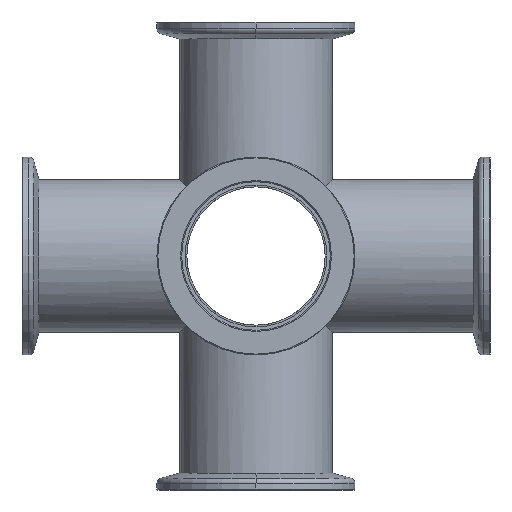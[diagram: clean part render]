
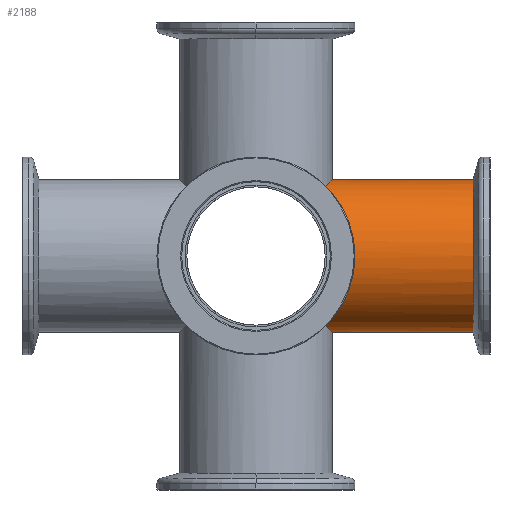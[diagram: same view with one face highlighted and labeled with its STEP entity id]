
A CAD part, front view. The second image highlights one B-rep face of the part: STEP entity #2188.
In plain terms, the highlighted cylindrical face has radius 21.2 mm (diameter 42.4 mm), a partial arc.
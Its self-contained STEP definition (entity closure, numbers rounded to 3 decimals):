
#32 = CARTESIAN_POINT ( 'NONE',  ( 21.2, -5.698, 21.2 ) ) ;
#133 = CARTESIAN_POINT ( 'NONE',  ( 21.2, 0., 21.2 ) ) ;
#167 = DIRECTION ( 'NONE',  ( 0., 0., -1. ) ) ;
#289 = CIRCLE ( 'NONE', #793, 21.2 ) ;
#330 = CARTESIAN_POINT ( 'NONE',  ( 19.02, -10.962, -19.02 ) ) ;
#337 = VECTOR ( 'NONE', #1887, 1000. ) ;
#380 = CARTESIAN_POINT ( 'NONE',  ( 61.5, 0., 0. ) ) ;
#465 = ORIENTED_EDGE ( 'NONE', *, *, #1790, .T. ) ;
#471 =( BOUNDED_CURVE ( )  B_SPLINE_CURVE ( 3, ( #1506, #1803, #32, #2808 ),
 .UNSPECIFIED., .F., .T. ) 
 B_SPLINE_CURVE_WITH_KNOTS ( ( 4, 4 ),
 ( 2.356, 3.142 ),
 .UNSPECIFIED. ) 
 CURVE ( )  GEOMETRIC_REPRESENTATION_ITEM ( )  RATIONAL_B_SPLINE_CURVE ( ( 1., 0.949, 0.949, 1. ) ) 
 REPRESENTATION_ITEM ( '' )  );
#575 = CARTESIAN_POINT ( 'NONE',  ( 61.5, 0., 21.2 ) ) ;
#627 = VERTEX_POINT ( 'NONE', #133 ) ;
#628 = ORIENTED_EDGE ( 'NONE', *, *, #2359, .F. ) ;
#728 = DIRECTION ( 'NONE',  ( -1., 0., 0. ) ) ;
#729 = CARTESIAN_POINT ( 'NONE',  ( 21.2, -5.698, -21.2 ) ) ;
#755 = EDGE_CURVE ( 'NONE', #2313, #627, #471, .T. ) ;
#771 = ORIENTED_EDGE ( 'NONE', *, *, #1919, .T. ) ;
#781 = CARTESIAN_POINT ( 'NONE',  ( 61.5, 0., 21.2 ) ) ;
#793 = AXIS2_PLACEMENT_3D ( 'NONE', #830, #2351, #167 ) ;
#830 = CARTESIAN_POINT ( 'NONE',  ( 61.5, 0., 0. ) ) ;
#985 = VERTEX_POINT ( 'NONE', #781 ) ;
#995 = LINE ( 'NONE', #575, #337 ) ;
#1029 = FACE_OUTER_BOUND ( 'NONE', #2501, .T. ) ;
#1049 = VERTEX_POINT ( 'NONE', #2589 ) ;
#1052 = CARTESIAN_POINT ( 'NONE',  ( 14.991, -14.991, 14.991 ) ) ;
#1063 = CARTESIAN_POINT ( 'NONE',  ( 14.991, -14.991, -14.991 ) ) ;
#1339 = EDGE_CURVE ( 'NONE', #985, #2299, #289, .T. ) ;
#1341 = EDGE_CURVE ( 'NONE', #2313, #1049, #1345, .T. ) ;
#1345 =( BOUNDED_CURVE ( )  B_SPLINE_CURVE ( 3, ( #1052, #1706, #2780, #1063 ),
 .UNSPECIFIED., .F., .T. ) 
 B_SPLINE_CURVE_WITH_KNOTS ( ( 4, 4 ),
 ( 5.498, 7.069 ),
 .UNSPECIFIED. ) 
 CURVE ( )  GEOMETRIC_REPRESENTATION_ITEM ( )  RATIONAL_B_SPLINE_CURVE ( ( 1., 0.805, 0.805, 1. ) ) 
 REPRESENTATION_ITEM ( '' )  );
#1404 = ORIENTED_EDGE ( 'NONE', *, *, #1341, .T. ) ;
#1506 = CARTESIAN_POINT ( 'NONE',  ( 14.991, -14.991, 14.991 ) ) ;
#1523 = CARTESIAN_POINT ( 'NONE',  ( 61.5, 0., -21.2 ) ) ;
#1552 = VERTEX_POINT ( 'NONE', #1825 ) ;
#1686 = ORIENTED_EDGE ( 'NONE', *, *, #755, .F. ) ;
#1706 = CARTESIAN_POINT ( 'NONE',  ( 23.772, -23.772, 6.209 ) ) ;
#1790 = EDGE_CURVE ( 'NONE', #1049, #1552, #2173, .T. ) ;
#1803 = CARTESIAN_POINT ( 'NONE',  ( 19.02, -10.962, 19.02 ) ) ;
#1825 = CARTESIAN_POINT ( 'NONE',  ( 21.2, 0., -21.2 ) ) ;
#1826 = CARTESIAN_POINT ( 'NONE',  ( 14.991, -14.991, 14.991 ) ) ;
#1861 = VECTOR ( 'NONE', #728, 1000. ) ;
#1872 = LINE ( 'NONE', #2736, #1861 ) ;
#1879 = ORIENTED_EDGE ( 'NONE', *, *, #1339, .F. ) ;
#1887 = DIRECTION ( 'NONE',  ( -1., 0., 0. ) ) ;
#1918 = CYLINDRICAL_SURFACE ( 'NONE', #2000, 21.2 ) ;
#1919 = EDGE_CURVE ( 'NONE', #985, #627, #995, .T. ) ;
#1930 = DIRECTION ( 'NONE',  ( -1., 0., 0. ) ) ;
#2000 = AXIS2_PLACEMENT_3D ( 'NONE', #380, #1930, #2797 ) ;
#2079 = CARTESIAN_POINT ( 'NONE',  ( 14.991, -14.991, -14.991 ) ) ;
#2173 =( BOUNDED_CURVE ( )  B_SPLINE_CURVE ( 3, ( #2079, #330, #729, #2277 ),
 .UNSPECIFIED., .F., .F. ) 
 B_SPLINE_CURVE_WITH_KNOTS ( ( 4, 4 ),
 ( 2.356, 3.142 ),
 .UNSPECIFIED. ) 
 CURVE ( )  GEOMETRIC_REPRESENTATION_ITEM ( )  RATIONAL_B_SPLINE_CURVE ( ( 1., 0.949, 0.949, 1. ) ) 
 REPRESENTATION_ITEM ( '' )  );
#2188 = ADVANCED_FACE ( 'NONE', ( #1029 ), #1918, .T. ) ;
#2277 = CARTESIAN_POINT ( 'NONE',  ( 21.2, 0., -21.2 ) ) ;
#2299 = VERTEX_POINT ( 'NONE', #1523 ) ;
#2313 = VERTEX_POINT ( 'NONE', #1826 ) ;
#2351 = DIRECTION ( 'NONE',  ( 1., 0., 0. ) ) ;
#2359 = EDGE_CURVE ( 'NONE', #2299, #1552, #1872, .T. ) ;
#2501 = EDGE_LOOP ( 'NONE', ( #628, #1879, #771, #1686, #1404, #465 ) ) ;
#2589 = CARTESIAN_POINT ( 'NONE',  ( 14.991, -14.991, -14.991 ) ) ;
#2736 = CARTESIAN_POINT ( 'NONE',  ( 61.5, 0., -21.2 ) ) ;
#2780 = CARTESIAN_POINT ( 'NONE',  ( 23.772, -23.772, -6.209 ) ) ;
#2797 = DIRECTION ( 'NONE',  ( 0., 0., 1. ) ) ;
#2808 = CARTESIAN_POINT ( 'NONE',  ( 21.2, 0., 21.2 ) ) ;
